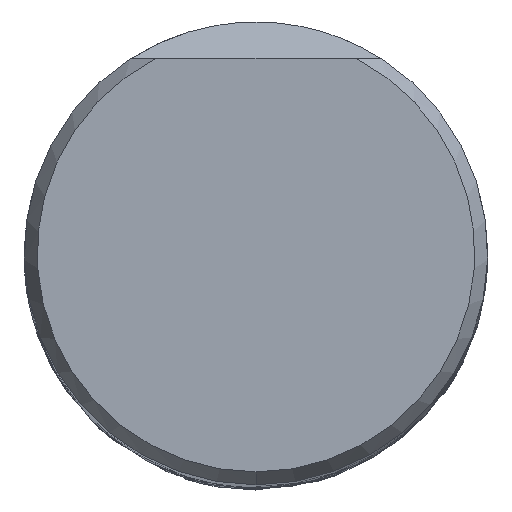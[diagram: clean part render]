
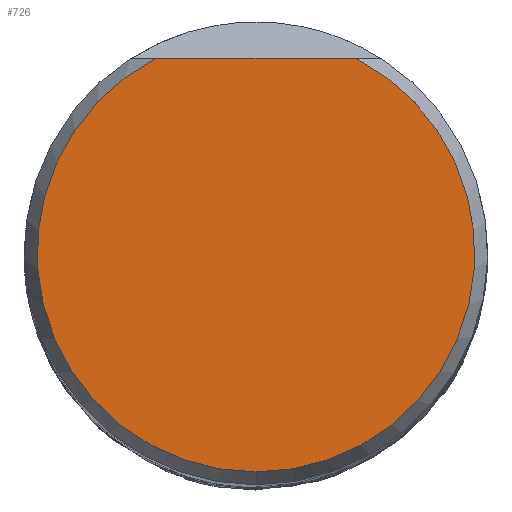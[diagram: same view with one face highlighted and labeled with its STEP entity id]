
A CAD part, top view. The second image highlights one B-rep face of the part: STEP entity #726.
In plain terms, the highlighted planar face has unit normal (0, 0, 1).
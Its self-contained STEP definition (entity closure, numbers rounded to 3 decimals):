
#638=EDGE_CURVE('',#1110,#1040,#1678,.T.);
#718=VERTEX_POINT('',#1764);
#726=ADVANCED_FACE('',(#1772),#1773,.T.);
#1040=VERTEX_POINT('',#2118);
#1110=VERTEX_POINT('',#2194);
#1162=EDGE_CURVE('',#718,#1040,#2248,.T.);
#1354=EDGE_CURVE('',#1110,#718,#2462,.T.);
#1678=LINE('',#3470,#3471);
#1764=CARTESIAN_POINT('',(0.,-11.807,0.0));
#1772=FACE_OUTER_BOUND('',#4990,.T.);
#1773=PLANE('',#4991);
#2118=CARTESIAN_POINT('',(-5.4,10.5,0.0));
#2194=CARTESIAN_POINT('',(5.4,10.5,0.0));
#2248=CIRCLE('',#9833,11.807);
#2462=CIRCLE('',#11935,11.807);
#3470=CARTESIAN_POINT('',(-6.25,10.5,0.0));
#3471=VECTOR('',#13148,1.0);
#4990=EDGE_LOOP('',(#13230,#13231,#13232));
#4991=AXIS2_PLACEMENT_3D('',#13233,#13234,#13235);
#9833=AXIS2_PLACEMENT_3D('',#13800,#13801,#13802);
#11935=AXIS2_PLACEMENT_3D('',#14095,#14096,#14097);
#13148=DIRECTION('',(-1.0,0.0,0.0));
#13230=ORIENTED_EDGE('',*,*,#638,.T.);
#13231=ORIENTED_EDGE('',*,*,#1162,.F.);
#13232=ORIENTED_EDGE('',*,*,#1354,.F.);
#13233=CARTESIAN_POINT('',(0.0,5.904,0.0));
#13234=DIRECTION('',(-0.0,0.0,1.0));
#13235=DIRECTION('',(0.0,-1.0,0.0));
#13800=CARTESIAN_POINT('',(0.0,0.0,0.0));
#13801=DIRECTION('',(0.0,0.0,-1.0));
#13802=DIRECTION('',(0.0,1.0,0.0));
#14095=CARTESIAN_POINT('',(0.0,0.0,0.0));
#14096=DIRECTION('',(0.0,0.0,-1.0));
#14097=DIRECTION('',(0.0,1.0,0.0));
